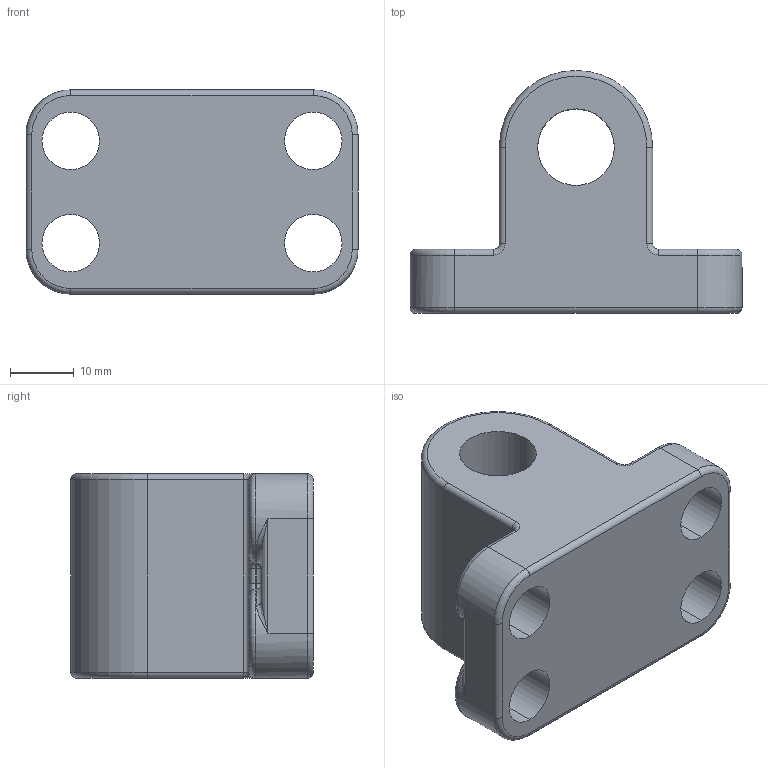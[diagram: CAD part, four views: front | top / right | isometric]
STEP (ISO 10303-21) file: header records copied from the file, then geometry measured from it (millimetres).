
FILE_DESCRIPTION (( 'STEP AP203' ), '1' );
FILE_NAME ('0034-40_50.STEP', '2015-09-24T08:28:36', ( 'utente11' ), ( '' ), 'SwSTEP 2.0', 'SolidWorks 2015', '' );
FILE_SCHEMA (( 'CONFIG_CONTROL_DESIGN' ));
Length unit declared in the file: millimetre
Products named in the file (1): 0034-40_50
Bounding box: 52 x 38 x 32 mm (x, y, z)
Volume: 29327.1 mm3; surface area: 8906.9 mm2
Topology: 1 solids, 1 shells, 82 faces, 196 edges, 108 vertices
Faces by surface type: cylinder 39, torus 22, plane 13, bspline 4, sphere 4
Entity records: 2549 total; most frequent: CARTESIAN_POINT 555, DIRECTION 450, ORIENTED_EDGE 376, AXIS2_PLACEMENT_3D 191, EDGE_CURVE 188, CIRCLE 112, VERTEX_POINT 108, EDGE_LOOP 92
